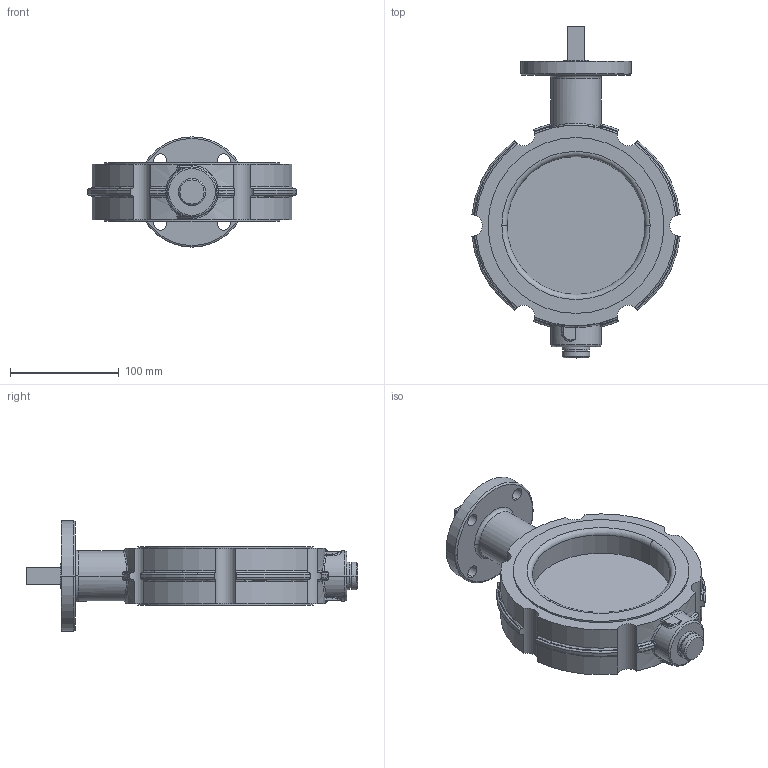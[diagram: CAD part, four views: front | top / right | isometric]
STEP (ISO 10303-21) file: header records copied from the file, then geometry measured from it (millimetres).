
FILE_DESCRIPTION((''),'2;1');
FILE_NAME('779074','2012-02-20T',('sobri'),(''),'PRO/ENGINEER BY PARAMETRIC TECHNOLOGY CORPORATION, 2011180','PRO/ENGINEER BY PARAMETRIC TECHNOLOGY CORPORATION, 2011180','');
FILE_SCHEMA(('CONFIG_CONTROL_DESIGN'));
Length unit declared in the file: inch
Products named in the file (1): 779074
Bounding box: 191.81 x 305.69 x 101.6 mm (x, y, z)
Volume: 989070 mm3; surface area: 136338.7 mm2
Topology: 1 solids, 1 shells, 201 faces, 490 edges, 300 vertices
Faces by surface type: cylinder 72, torus 46, plane 43, bspline 28, sphere 10, cone 2
Entity records: 7515 total; most frequent: CARTESIAN_POINT 2852, DIRECTION 992, ORIENTED_EDGE 980, EDGE_CURVE 490, AXIS2_PLACEMENT_3D 439, VERTEX_POINT 300, CIRCLE 266, EDGE_LOOP 218
